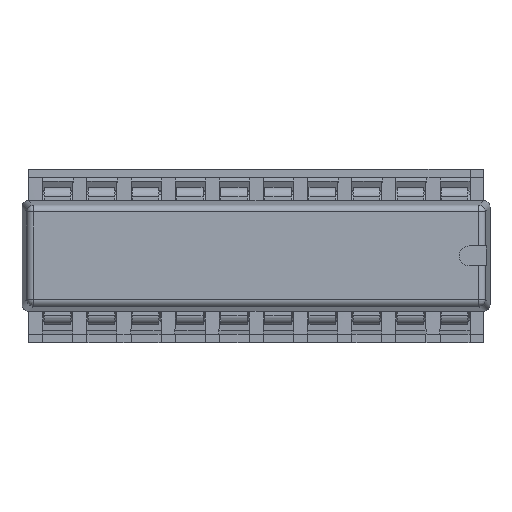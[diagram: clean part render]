
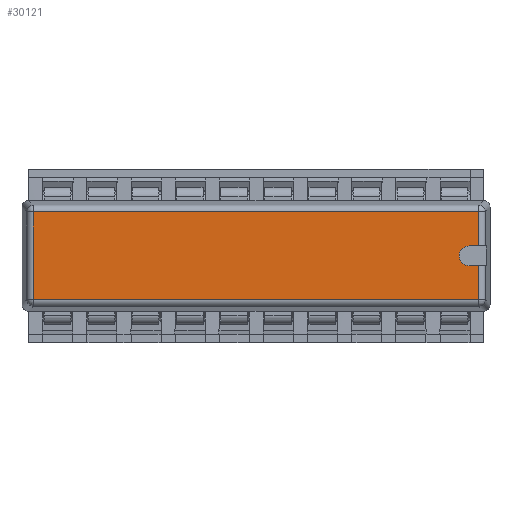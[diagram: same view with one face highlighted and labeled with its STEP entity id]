
A CAD part, top view. The second image highlights one B-rep face of the part: STEP entity #30121.
In plain terms, the highlighted face is planar.
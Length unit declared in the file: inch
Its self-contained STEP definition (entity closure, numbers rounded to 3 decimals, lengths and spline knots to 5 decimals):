
#65 = VERTEX_POINT ( 'NONE', #35420 ) ;
#3162 = DIRECTION ( 'NONE',  ( -1., 0., 0. ) ) ;
#4095 = VERTEX_POINT ( 'NONE', #34015 ) ;
#5115 = EDGE_CURVE ( 'NONE', #34222, #40409, #17350, .T. ) ;
#5728 = ORIENTED_EDGE ( 'NONE', *, *, #26811, .F. ) ;
#6511 = CARTESIAN_POINT ( 'NONE',  ( -0.09957, 0.109, -0.50457 ) ) ;
#9106 = VERTEX_POINT ( 'NONE', #23849 ) ;
#9424 = VECTOR ( 'NONE', #22925, 39.37008 ) ;
#12164 = LINE ( 'NONE', #32961, #48937 ) ;
#12742 = ORIENTED_EDGE ( 'NONE', *, *, #29909, .T. ) ;
#14329 = ORIENTED_EDGE ( 'NONE', *, *, #5115, .T. ) ;
#14438 = DIRECTION ( 'NONE',  ( -1., 0., 0. ) ) ;
#17350 = LINE ( 'NONE', #28819, #42924 ) ;
#18054 = CARTESIAN_POINT ( 'NONE',  ( 0.09957, 0.109, -0.50457 ) ) ;
#18858 = CIRCLE ( 'NONE', #48611, 0.0225 ) ;
#19079 = DIRECTION ( 'NONE',  ( 0., 0., 1. ) ) ;
#19186 = DIRECTION ( 'NONE',  ( 0., 1., 0. ) ) ;
#21542 = CARTESIAN_POINT ( 'NONE',  ( -0.0225, 0.109, -0.4825 ) ) ;
#22238 = AXIS2_PLACEMENT_3D ( 'NONE', #35052, #19186, #44109 ) ;
#22441 = VERTEX_POINT ( 'NONE', #46458 ) ;
#22771 = CARTESIAN_POINT ( 'NONE',  ( 0.09957, 0.109, 0.50457 ) ) ;
#22925 = DIRECTION ( 'NONE',  ( 0., 0., 1. ) ) ;
#22991 = CARTESIAN_POINT ( 'NONE',  ( -0.09957, 0.109, 0.50457 ) ) ;
#23217 = CARTESIAN_POINT ( 'NONE',  ( 0., 0.109, -0.4825 ) ) ;
#23849 = CARTESIAN_POINT ( 'NONE',  ( -0.09957, 0.109, -0.50457 ) ) ;
#24999 = DIRECTION ( 'NONE',  ( 0., 0., -1. ) ) ;
#25963 = CARTESIAN_POINT ( 'NONE',  ( -0.09957, 0.109, 0.50457 ) ) ;
#26811 = EDGE_CURVE ( 'NONE', #44098, #4095, #18858, .T. ) ;
#27270 = LINE ( 'NONE', #6511, #37892 ) ;
#27379 = PLANE ( 'NONE',  #22238 ) ;
#27795 = ORIENTED_EDGE ( 'NONE', *, *, #52613, .T. ) ;
#28502 = LINE ( 'NONE', #45250, #38318 ) ;
#28819 = CARTESIAN_POINT ( 'NONE',  ( 0.09957, 0.109, 0.50457 ) ) ;
#29909 = EDGE_CURVE ( 'NONE', #22441, #4095, #28502, .T. ) ;
#30121 = ADVANCED_FACE ( 'NONE', ( #52913 ), #27379, .T. ) ;
#30438 = ORIENTED_EDGE ( 'NONE', *, *, #35901, .T. ) ;
#30546 = LINE ( 'NONE', #47316, #9424 ) ;
#32035 = EDGE_LOOP ( 'NONE', ( #12742, #5728, #33244, #33658, #27795, #30438, #14329, #46763 ) ) ;
#32961 = CARTESIAN_POINT ( 'NONE',  ( -0.0225, 0.109, -0.50457 ) ) ;
#33244 = ORIENTED_EDGE ( 'NONE', *, *, #42003, .F. ) ;
#33658 = ORIENTED_EDGE ( 'NONE', *, *, #45588, .T. ) ;
#34015 = CARTESIAN_POINT ( 'NONE',  ( 0.0225, 0.109, -0.4825 ) ) ;
#34222 = VERTEX_POINT ( 'NONE', #22771 ) ;
#35052 = CARTESIAN_POINT ( 'NONE',  ( 0., 0.109, 0. ) ) ;
#35420 = CARTESIAN_POINT ( 'NONE',  ( -0.0225, 0.109, -0.50457 ) ) ;
#35769 = DIRECTION ( 'NONE',  ( 0., 1., 0. ) ) ;
#35901 = EDGE_CURVE ( 'NONE', #40389, #34222, #47084, .T. ) ;
#37013 = DIRECTION ( 'NONE',  ( 0., 0., 1. ) ) ;
#37582 = LINE ( 'NONE', #40630, #50204 ) ;
#37892 = VECTOR ( 'NONE', #19079, 39.37008 ) ;
#38318 = VECTOR ( 'NONE', #37013, 39.37008 ) ;
#40389 = VERTEX_POINT ( 'NONE', #22991 ) ;
#40409 = VERTEX_POINT ( 'NONE', #18054 ) ;
#40630 = CARTESIAN_POINT ( 'NONE',  ( 0.09957, 0.109, -0.50457 ) ) ;
#42003 = EDGE_CURVE ( 'NONE', #65, #44098, #30546, .T. ) ;
#42688 = DIRECTION ( 'NONE',  ( 1., 0., 0. ) ) ;
#42924 = VECTOR ( 'NONE', #24999, 39.37008 ) ;
#44098 = VERTEX_POINT ( 'NONE', #21542 ) ;
#44109 = DIRECTION ( 'NONE',  ( 1., 0., 0. ) ) ;
#45250 = CARTESIAN_POINT ( 'NONE',  ( 0.0225, 0.109, -0.50457 ) ) ;
#45588 = EDGE_CURVE ( 'NONE', #65, #9106, #12164, .T. ) ;
#45833 = DIRECTION ( 'NONE',  ( -1., 0., 0. ) ) ;
#46458 = CARTESIAN_POINT ( 'NONE',  ( 0.0225, 0.109, -0.50457 ) ) ;
#46763 = ORIENTED_EDGE ( 'NONE', *, *, #53097, .T. ) ;
#47084 = LINE ( 'NONE', #25963, #52681 ) ;
#47316 = CARTESIAN_POINT ( 'NONE',  ( -0.0225, 0.109, -0.50457 ) ) ;
#48611 = AXIS2_PLACEMENT_3D ( 'NONE', #23217, #35769, #14438 ) ;
#48937 = VECTOR ( 'NONE', #3162, 39.37008 ) ;
#50204 = VECTOR ( 'NONE', #45833, 39.37008 ) ;
#52613 = EDGE_CURVE ( 'NONE', #9106, #40389, #27270, .T. ) ;
#52681 = VECTOR ( 'NONE', #42688, 39.37008 ) ;
#52913 = FACE_OUTER_BOUND ( 'NONE', #32035, .T. ) ;
#53097 = EDGE_CURVE ( 'NONE', #40409, #22441, #37582, .T. ) ;
